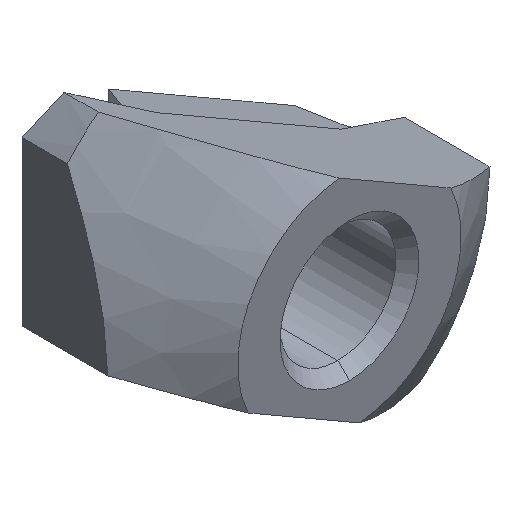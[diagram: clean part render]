
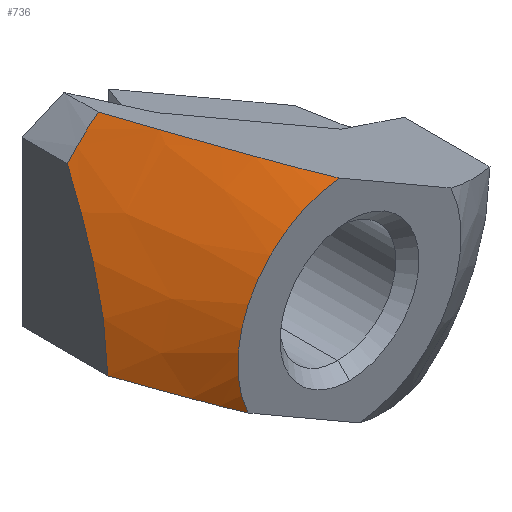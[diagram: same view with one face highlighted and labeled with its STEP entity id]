
A CAD part, isometric view. The second image highlights one B-rep face of the part: STEP entity #736.
In plain terms, the highlighted conical face has half-angle 57.5 degrees and reference radius 14 mm.
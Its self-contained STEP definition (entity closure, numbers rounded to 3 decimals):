
#7 = B_SPLINE_CURVE_WITH_KNOTS ( 'NONE', 3,
 ( #236, #847, #361, #563, #442, #24, #34, #826 ),
 .UNSPECIFIED., .F., .F.,
 ( 4, 2, 2, 4 ),
 ( 0.026, 0.028, 0.03, 0.034 ),
 .UNSPECIFIED. ) ;
#12 = CARTESIAN_POINT ( 'NONE',  ( -0.449, -10.39, 4.805 ) ) ;
#24 = CARTESIAN_POINT ( 'NONE',  ( -4.821, -7.89, 7.33 ) ) ;
#34 = CARTESIAN_POINT ( 'NONE',  ( -5.876, -7.178, 7.939 ) ) ;
#38 = CARTESIAN_POINT ( 'NONE',  ( -8.255, -7.955, 2.644 ) ) ;
#40 = CARTESIAN_POINT ( 'NONE',  ( 0., -10.39, 0. ) ) ;
#47 = EDGE_LOOP ( 'NONE', ( #202, #148, #561, #305, #514 ) ) ;
#90 = VERTEX_POINT ( 'NONE', #12 ) ;
#94 = DIRECTION ( 'NONE',  ( 0., -1., 0. ) ) ;
#127 = B_SPLINE_CURVE_WITH_KNOTS ( 'NONE', 3,
 ( #537, #252, #800, #597, #466, #381 ),
 .UNSPECIFIED., .F., .F.,
 ( 4, 2, 4 ),
 ( 0.015, 0.017, 0.02 ),
 .UNSPECIFIED. ) ;
#130 = AXIS2_PLACEMENT_3D ( 'NONE', #458, #445, #450 ) ;
#148 = ORIENTED_EDGE ( 'NONE', *, *, #327, .T. ) ;
#150 = CARTESIAN_POINT ( 'NONE',  ( -8.255, -8.198, 0.527 ) ) ;
#161 = CARTESIAN_POINT ( 'NONE',  ( -4.386, -10.39, -2.014 ) ) ;
#182 = FACE_OUTER_BOUND ( 'NONE', #47, .T. ) ;
#202 = ORIENTED_EDGE ( 'NONE', *, *, #281, .T. ) ;
#236 = CARTESIAN_POINT ( 'NONE',  ( -0.449, -10.39, 4.805 ) ) ;
#240 = CARTESIAN_POINT ( 'NONE',  ( -8.255, -6.457, 7.27 ) ) ;
#252 = CARTESIAN_POINT ( 'NONE',  ( -7.629, -8.609, -0.142 ) ) ;
#261 = AXIS2_PLACEMENT_3D ( 'NONE', #40, #710, #312 ) ;
#263 = EDGE_CURVE ( 'NONE', #454, #602, #539, .T. ) ;
#281 = EDGE_CURVE ( 'NONE', #90, #676, #7, .T. ) ;
#305 = ORIENTED_EDGE ( 'NONE', *, *, #408, .T. ) ;
#312 = DIRECTION ( 'NONE',  ( 0., 0., 1. ) ) ;
#327 = EDGE_CURVE ( 'NONE', #676, #454, #852, .T. ) ;
#332 = CIRCLE ( 'NONE', #261, 4.826 ) ;
#355 = CARTESIAN_POINT ( 'NONE',  ( -8.255, -7.355, 4.995 ) ) ;
#361 = CARTESIAN_POINT ( 'NONE',  ( -1.581, -9.853, 5.459 ) ) ;
#372 = CARTESIAN_POINT ( 'NONE',  ( -8.255, -8.204, 0.22 ) ) ;
#381 = CARTESIAN_POINT ( 'NONE',  ( -4.386, -10.39, -2.014 ) ) ;
#399 = CONICAL_SURFACE ( 'NONE', #130, 14., 1.004 ) ;
#408 = EDGE_CURVE ( 'NONE', #602, #586, #127, .T. ) ;
#442 = CARTESIAN_POINT ( 'NONE',  ( -3.215, -8.905, 6.402 ) ) ;
#445 = DIRECTION ( 'NONE',  ( 0., 1., 0. ) ) ;
#450 = DIRECTION ( 'NONE',  ( 0., 0., 1. ) ) ;
#454 = VERTEX_POINT ( 'NONE', #479 ) ;
#458 = CARTESIAN_POINT ( 'NONE',  ( 0., -4.546, 0. ) ) ;
#466 = CARTESIAN_POINT ( 'NONE',  ( -5.065, -10.101, -1.622 ) ) ;
#479 = CARTESIAN_POINT ( 'NONE',  ( -8.255, -6.457, 7.27 ) ) ;
#514 = ORIENTED_EDGE ( 'NONE', *, *, #749, .T. ) ;
#517 = CARTESIAN_POINT ( 'NONE',  ( -8.255, -6.93, 6.147 ) ) ;
#537 = CARTESIAN_POINT ( 'NONE',  ( -8.255, -8.204, 0.22 ) ) ;
#539 = B_SPLINE_CURVE_WITH_KNOTS ( 'NONE', 3,
 ( #240, #517, #355, #838, #38, #588, #639, #782, #150, #372 ),
 .UNSPECIFIED., .F., .F.,
 ( 4, 2, 2, 2, 4 ),
 ( 0.006, 0.01, 0.012, 0.013, 0.013 ),
 .UNSPECIFIED. ) ;
#561 = ORIENTED_EDGE ( 'NONE', *, *, #263, .T. ) ;
#563 = CARTESIAN_POINT ( 'NONE',  ( -2.676, -9.234, 6.091 ) ) ;
#586 = VERTEX_POINT ( 'NONE', #161 ) ;
#588 = CARTESIAN_POINT ( 'NONE',  ( -8.255, -8.093, 1.744 ) ) ;
#597 = CARTESIAN_POINT ( 'NONE',  ( -5.716, -9.749, -1.246 ) ) ;
#602 = VERTEX_POINT ( 'NONE', #692 ) ;
#634 = DIRECTION ( 'NONE',  ( 0., 0., 1. ) ) ;
#639 = CARTESIAN_POINT ( 'NONE',  ( -8.255, -8.129, 1.442 ) ) ;
#676 = VERTEX_POINT ( 'NONE', #718 ) ;
#692 = CARTESIAN_POINT ( 'NONE',  ( -8.255, -8.204, 0.22 ) ) ;
#698 = CARTESIAN_POINT ( 'NONE',  ( 0., -6.457, 0. ) ) ;
#710 = DIRECTION ( 'NONE',  ( 0., 1., 0. ) ) ;
#718 = CARTESIAN_POINT ( 'NONE',  ( -6.927, -6.457, 8.545 ) ) ;
#736 = ADVANCED_FACE ( 'NONE', ( #182 ), #399, .T. ) ;
#749 = EDGE_CURVE ( 'NONE', #586, #90, #332, .T. ) ;
#767 = AXIS2_PLACEMENT_3D ( 'NONE', #698, #94, #634 ) ;
#782 = CARTESIAN_POINT ( 'NONE',  ( -8.255, -8.182, 0.834 ) ) ;
#800 = CARTESIAN_POINT ( 'NONE',  ( -6.998, -9.004, -0.506 ) ) ;
#826 = CARTESIAN_POINT ( 'NONE',  ( -6.927, -6.457, 8.545 ) ) ;
#838 = CARTESIAN_POINT ( 'NONE',  ( -8.255, -7.826, 3.236 ) ) ;
#847 = CARTESIAN_POINT ( 'NONE',  ( -1.025, -10.145, 5.138 ) ) ;
#852 = CIRCLE ( 'NONE', #767, 11. ) ;
